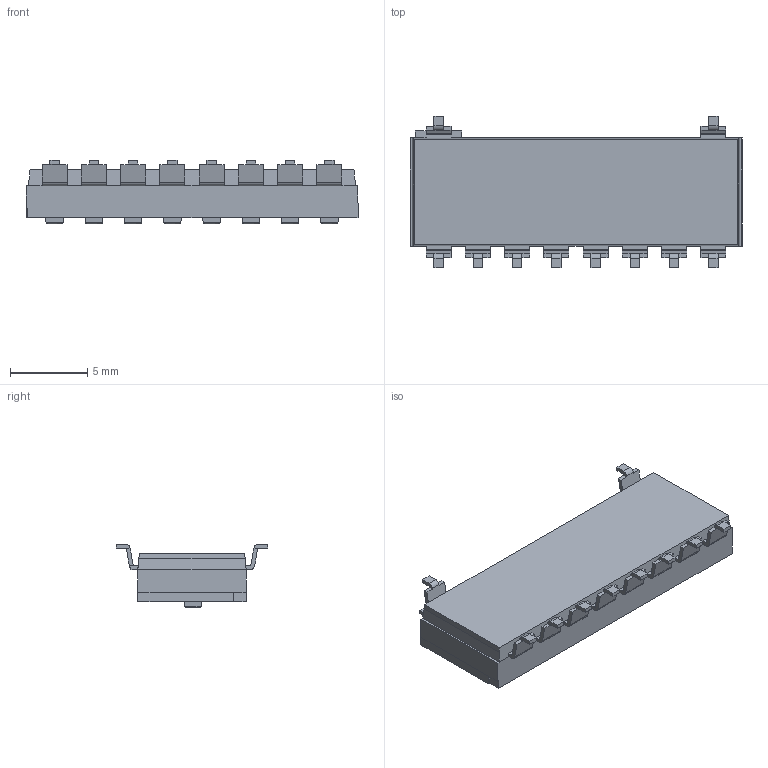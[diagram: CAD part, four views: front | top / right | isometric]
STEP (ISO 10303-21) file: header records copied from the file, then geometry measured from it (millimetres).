
FILE_DESCRIPTION(/* description */ (''),/* implementation_level */ '2;1');
FILE_NAME(/* name */ 'KAD08LGGT.stp',/* time_stamp */ '2024-02-16T16:04:42-06:00',/* author */ ('mroman'),/* organization */ (''),/* preprocessor_version */ 'ST-DEVELOPER v18.1',/* originating_system */ 'Autodesk Inventor 2022',/* authorisation */ '');
FILE_SCHEMA (('AUTOMOTIVE_DESIGN { 1 0 10303 214 3 1 1 }'));
Length unit declared in the file: millimetre
Products named in the file (1): KAD08LGGT
Bounding box: 21.48 x 9.8 x 4.1 mm (x, y, z)
Volume: 450.8 mm3; surface area: 641.9 mm2
Topology: 1 solids, 1 shells, 571 faces, 1487 edges, 959 vertices
Faces by surface type: plane 428, cylinder 72, bspline 71
Entity records: 20823 total; most frequent: CARTESIAN_POINT 7187, ORIENTED_EDGE 2976, DIRECTION 2462, EDGE_CURVE 1488, LINE 1232, VECTOR 1232, VERTEX_POINT 960, AXIS2_PLACEMENT_3D 615
